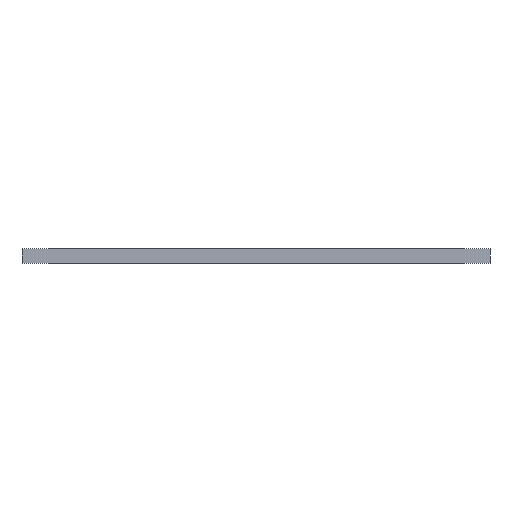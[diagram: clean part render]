
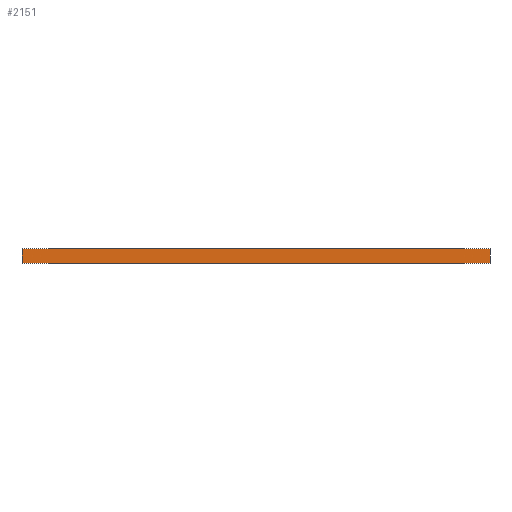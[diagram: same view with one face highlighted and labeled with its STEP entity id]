
A CAD part, front view. The second image highlights one B-rep face of the part: STEP entity #2151.
In plain terms, the highlighted planar face has unit normal (0, -1, 0).
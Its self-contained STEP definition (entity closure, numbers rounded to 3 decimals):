
#72=PLANE('',#2306);
#172=FACE_OUTER_BOUND('',#279,.T.);
#279=EDGE_LOOP('',(#1701,#1702,#1703,#1704));
#496=LINE('',#3354,#763);
#497=LINE('',#3356,#764);
#498=LINE('',#3358,#765);
#499=LINE('',#3359,#766);
#763=VECTOR('',#2739,10.);
#764=VECTOR('',#2740,10.);
#765=VECTOR('',#2741,10.);
#766=VECTOR('',#2742,10.);
#1044=VERTEX_POINT('',#3352);
#1045=VERTEX_POINT('',#3353);
#1046=VERTEX_POINT('',#3355);
#1047=VERTEX_POINT('',#3357);
#1320=EDGE_CURVE('',#1044,#1045,#496,.T.);
#1321=EDGE_CURVE('',#1045,#1046,#497,.T.);
#1322=EDGE_CURVE('',#1047,#1046,#498,.T.);
#1323=EDGE_CURVE('',#1044,#1047,#499,.T.);
#1701=ORIENTED_EDGE('',*,*,#1320,.T.);
#1702=ORIENTED_EDGE('',*,*,#1321,.T.);
#1703=ORIENTED_EDGE('',*,*,#1322,.F.);
#1704=ORIENTED_EDGE('',*,*,#1323,.F.);
#2151=ADVANCED_FACE('',(#172),#72,.T.);
#2306=AXIS2_PLACEMENT_3D('',#3351,#2737,#2738);
#2737=DIRECTION('center_axis',(0.,-1.,0.));
#2738=DIRECTION('ref_axis',(1.,0.,0.));
#2739=DIRECTION('',(1.,0.,0.));
#2740=DIRECTION('',(0.,0.,1.));
#2741=DIRECTION('',(1.,0.,0.));
#2742=DIRECTION('',(0.,0.,1.));
#3351=CARTESIAN_POINT('Origin',(-85.,-145.,0.));
#3352=CARTESIAN_POINT('',(-85.,-145.,0.));
#3353=CARTESIAN_POINT('',(5.,-145.,0.));
#3354=CARTESIAN_POINT('',(-85.,-145.,0.));
#3355=CARTESIAN_POINT('',(5.,-145.,2.8));
#3356=CARTESIAN_POINT('',(5.,-145.,0.));
#3357=CARTESIAN_POINT('',(-85.,-145.,2.8));
#3358=CARTESIAN_POINT('',(-85.,-145.,2.8));
#3359=CARTESIAN_POINT('',(-85.,-145.,0.));
